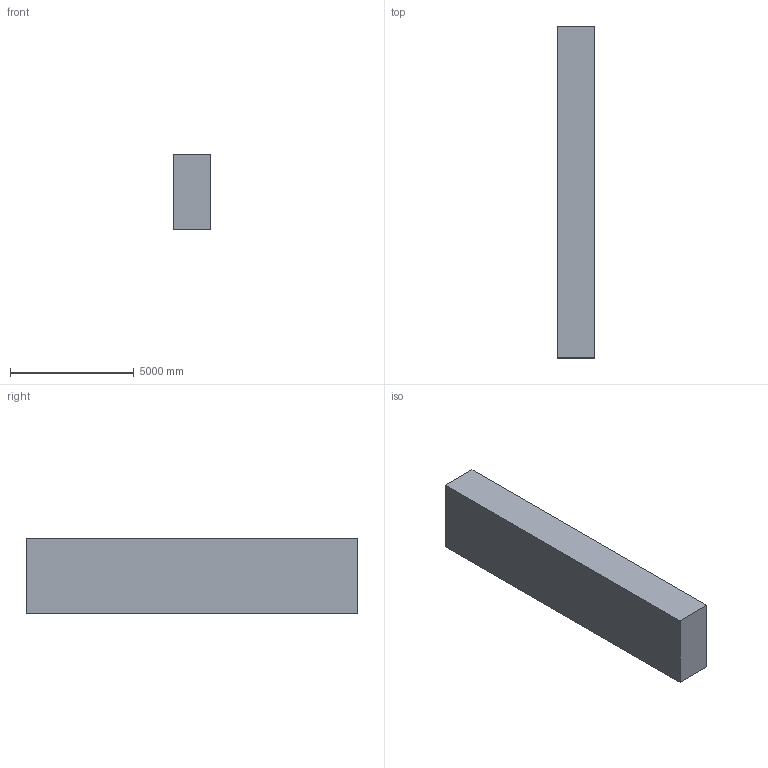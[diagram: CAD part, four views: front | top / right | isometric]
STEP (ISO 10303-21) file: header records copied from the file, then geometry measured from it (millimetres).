
FILE_DESCRIPTION(/* description */ (''),/* implementation_level */ '2;1');
FILE_NAME(/* name */ 'fcdc7083-ed51-31d1-9d0e-c608b400ede8.stp',/* time_stamp */ '2023-07-06T09:55:23+05:30',/* author */ (''),/* organization */ (''),/* preprocessor_version */ 'ST-DEVELOPER v20',/* originating_system */ 'Autodesk Translation Framework v12.15.0.130',/* authorisation */ '');
FILE_SCHEMA (('CONFIG_CONTROL_DESIGN'));
Length unit declared in the file: foot
Products named in the file (2): TopLevelAssembly; Generic___88a971d2-89f4-43e3-a2d5-3b6e8bbc7679
Assembly tree (1 placements, depth 2):
  TopLevelAssembly
    Generic___88a971d2-89f4-43e3-a2d5-3b6e8bbc7679
Bounding box: 1524 x 13411.2 x 3048 mm (x, y, z)
Volume: 62297062502.4 mm3; surface area: 131922316.8 mm2
Topology: 1 solids, 1 shells, 6 faces, 12 edges, 8 vertices
Faces by surface type: plane 6
Entity records: 255 total; most frequent: DIRECTION 30, CARTESIAN_POINT 29, ORIENTED_EDGE 24, LINE 12, VECTOR 12, EDGE_CURVE 12, AXIS2_PLACEMENT_3D 9, VERTEX_POINT 8
